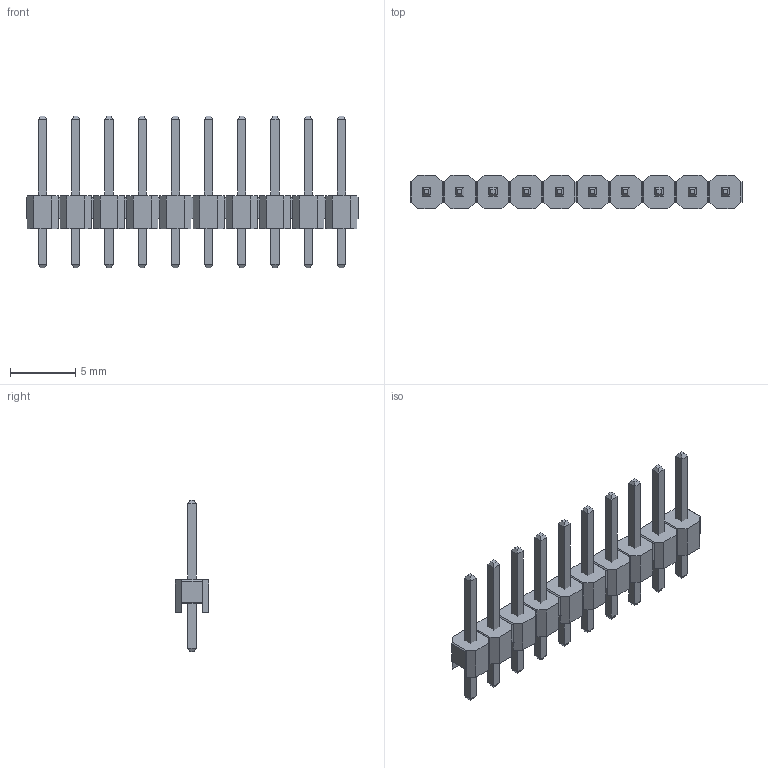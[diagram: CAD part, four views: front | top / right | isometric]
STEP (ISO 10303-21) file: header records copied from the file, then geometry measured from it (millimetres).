
FILE_DESCRIPTION(('STEP AP214'), '1');
FILE_NAME('DS1021-1x5SF11', '2017-07-09T05:27:24', ('Nobody'), (''), 'ASCON STEP Converter 1.3', 'ASCON Math Kernel', '');
FILE_SCHEMA(('AUTOMOTIVE_DESIGN { 1 0 10303 214 3 1 1}'));
Length unit declared in the file: millimetre
Assembly tree (11 placements, depth 2):
  (unnamed)
    (unnamed)
    (unnamed)  x10
Bounding box: 25.4 x 2.54 x 11.6 mm (x, y, z)
Volume: 163.5 mm3; surface area: 598.2 mm2
Topology: 11 solids, 11 shells, 324 faces, 706 edges, 404 vertices
Faces by surface type: plane 324
Entity records: 7255 total; most frequent: CARTESIAN_POINT 924, ORIENTED_EDGE 908, DIRECTION 874, EDGE_CURVE 454, LINE 454, VECTOR 454, VERTEX_POINT 260, AXIS2_PLACEMENT_3D 210
